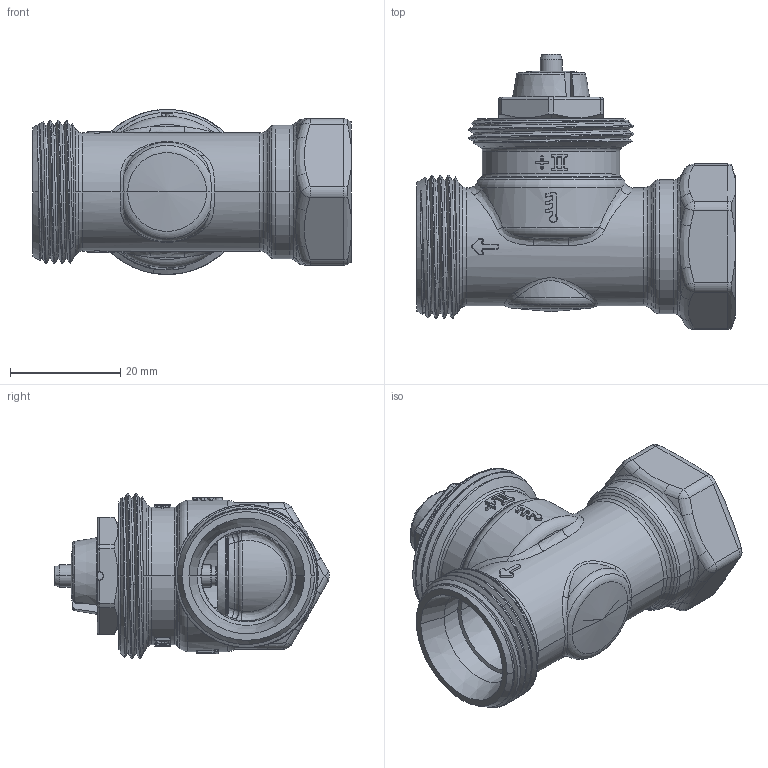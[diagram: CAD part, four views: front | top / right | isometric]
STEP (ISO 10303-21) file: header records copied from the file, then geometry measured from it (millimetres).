
FILE_DESCRIPTION((''),'2;1');
FILE_NAME('50820-015-GEWINDE_SW0001','2016-06-09T',('marann'),(''),'PRO/ENGINEER BY PARAMETRIC TECHNOLOGY CORPORATION, 2011490','PRO/ENGINEER BY PARAMETRIC TECHNOLOGY CORPORATION, 2011490','');
FILE_SCHEMA(('CONFIG_CONTROL_DESIGN'));
Products named in the file (1): 50820-015-GEWINDE_SW0001
Bounding box: 57.85 x 50 x 30 mm (x, y, z)
Volume: 17435.6 mm3; surface area: 16036.9 mm2
Topology: 2 solids, 2 shells, 728 faces, 1875 edges, 1164 vertices
Faces by surface type: bspline 257, cylinder 163, cone 109, plane 95, torus 86, sphere 18
Entity records: 47758 total; most frequent: CARTESIAN_POINT 32231, ORIENTED_EDGE 3710, DIRECTION 2439, EDGE_CURVE 1855, VERTEX_POINT 1164, AXIS2_PLACEMENT_3D 961, B_SPLINE_CURVE_WITH_KNOTS 848, EDGE_LOOP 767
